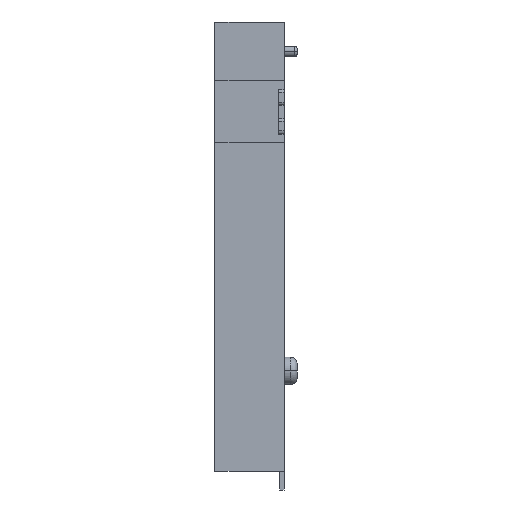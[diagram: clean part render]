
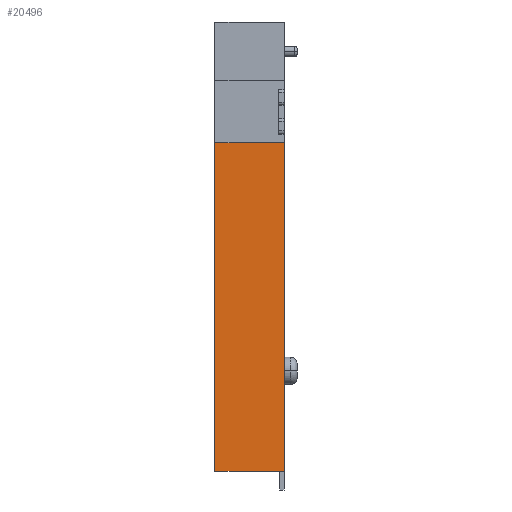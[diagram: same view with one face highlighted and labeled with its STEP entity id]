
A CAD part, left-side view. The second image highlights one B-rep face of the part: STEP entity #20496.
In plain terms, the highlighted planar face has unit normal (-1, 0, 0).
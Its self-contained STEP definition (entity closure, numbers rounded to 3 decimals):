
#248=DIRECTION('',(0.,0.,1.));
#249=VECTOR('',#248,19.);
#250=CARTESIAN_POINT('',(-23.4,-2.,-7.));
#251=LINE('',#250,#249);
#579=DIRECTION('',(0.,0.,1.));
#580=VECTOR('',#579,19.);
#581=CARTESIAN_POINT('',(-23.4,2.,-7.));
#582=LINE('',#581,#580);
#851=DIRECTION('',(0.,1.,0.));
#852=VECTOR('',#851,4.);
#853=CARTESIAN_POINT('',(-23.4,-2.,12.));
#854=LINE('',#853,#852);
#855=DIRECTION('',(0.,1.,0.));
#856=VECTOR('',#855,4.);
#857=CARTESIAN_POINT('',(-23.4,-2.,-7.));
#858=LINE('',#857,#856);
#14952=CARTESIAN_POINT('',(-23.4,-2.,-7.));
#14953=VERTEX_POINT('',#14952);
#14968=CARTESIAN_POINT('',(-23.4,2.,-7.));
#14969=VERTEX_POINT('',#14968);
#18722=CARTESIAN_POINT('',(-23.4,-2.,12.));
#18723=VERTEX_POINT('',#18722);
#18730=CARTESIAN_POINT('',(-23.4,2.,12.));
#18731=VERTEX_POINT('',#18730);
#20484=CARTESIAN_POINT('',(-23.4,-2.,-7.));
#20485=DIRECTION('',(-1.,0.,0.));
#20486=DIRECTION('',(0.,0.,1.));
#20487=AXIS2_PLACEMENT_3D('',#20484,#20485,#20486);
#20488=PLANE('',#20487);
#20489=ORIENTED_EDGE('',*,*,#20464,.F.);
#20490=ORIENTED_EDGE('',*,*,#19767,.F.);
#20492=ORIENTED_EDGE('',*,*,#20491,.T.);
#20493=ORIENTED_EDGE('',*,*,#19992,.T.);
#20494=EDGE_LOOP('',(#20489,#20490,#20492,#20493));
#20495=FACE_OUTER_BOUND('',#20494,.F.);
#19767=EDGE_CURVE('',#14953,#18723,#251,.T.);
#19992=EDGE_CURVE('',#14969,#18731,#582,.T.);
#20464=EDGE_CURVE('',#18723,#18731,#854,.T.);
#20491=EDGE_CURVE('',#14953,#14969,#858,.T.);
#20496=ADVANCED_FACE('',(#20495),#20488,.T.);
